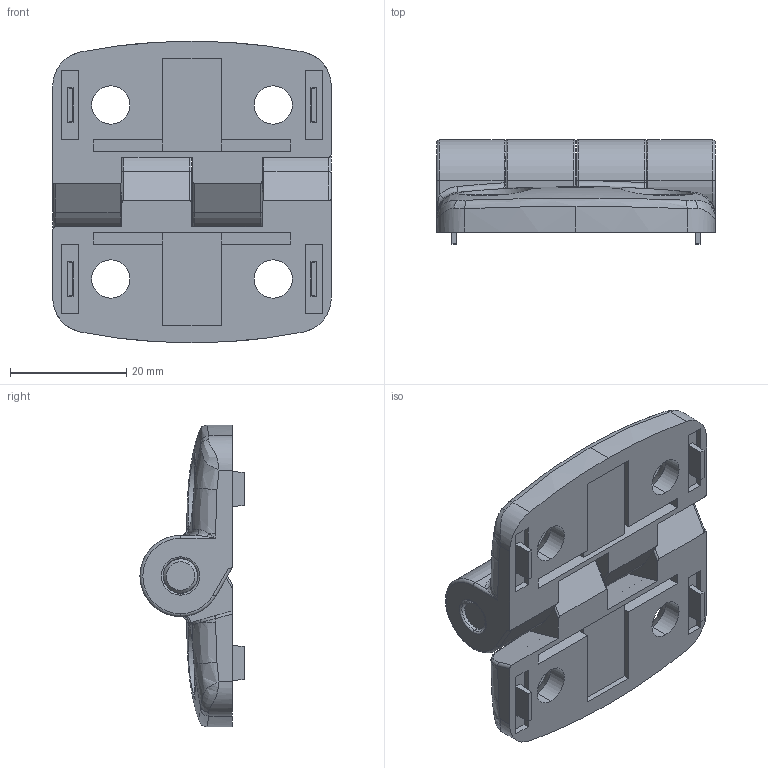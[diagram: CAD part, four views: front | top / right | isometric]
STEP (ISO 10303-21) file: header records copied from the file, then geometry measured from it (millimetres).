
FILE_DESCRIPTION (( 'STEP AP214' ), '1' );
FILE_NAME ('095k2525f06.STEP', '2014-08-13T10:11:12', ( '' ), ( '' ), 'SwSTEP 2.0', 'SolidWorks 2014', '' );
FILE_SCHEMA (( 'AUTOMOTIVE_DESIGN' ));
Length unit declared in the file: millimetre
Products named in the file (3): 095k-02k; 095k25f00_095 k 25 f06; 095k2525f06
Assembly tree (3 placements, depth 2):
  095k2525f06
    095k25f00_095 k 25 f06  x2
    095k-02k
Bounding box: 48 x 17.95 x 52 mm (x, y, z)
Volume: 17687.1 mm3; surface area: 10577.5 mm2
Topology: 3 solids, 3 shells, 315 faces, 839 edges, 530 vertices
Faces by surface type: plane 154, cylinder 79, bspline 46, torus 24, cone 12
Entity records: 7504 total; most frequent: CARTESIAN_POINT 2452, ORIENTED_EDGE 1086, DIRECTION 983, EDGE_CURVE 543, VERTEX_POINT 349, AXIS2_PLACEMENT_3D 340, LINE 303, VECTOR 303
